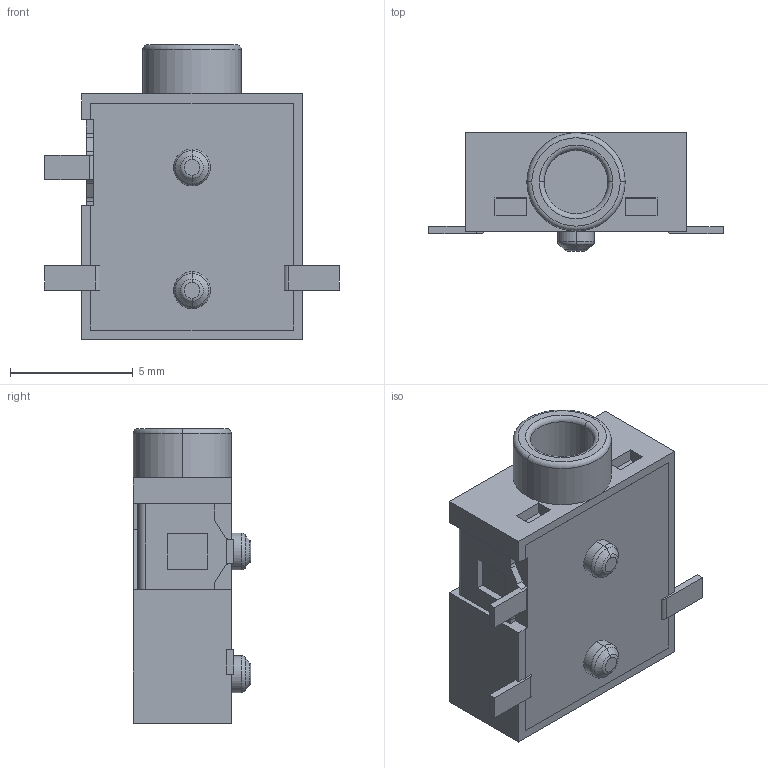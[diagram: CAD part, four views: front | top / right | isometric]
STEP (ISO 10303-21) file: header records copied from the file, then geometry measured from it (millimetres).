
FILE_DESCRIPTION (( 'STEP AP214' ), '1' );
FILE_NAME ('STX-2550-3N_rA3.STEP', '2012-05-29T22:28:52', ( ' ' ), ( ' ' ), 'SwSTEP 2.0', 'SolidWorks 2007', '' );
FILE_SCHEMA (( 'AUTOMOTIVE_DESIGN' ));
Length unit declared in the file: millimetre
Products named in the file (1): STX-2550-3N_rA3
Bounding box: 12 x 4.8 x 12 mm (x, y, z)
Volume: 321.5 mm3; surface area: 474.5 mm2
Topology: 1 solids, 1 shells, 114 faces, 294 edges, 189 vertices
Faces by surface type: plane 82, cylinder 16, torus 12, cone 4
Entity records: 4709 total; most frequent: CARTESIAN_POINT 598, ORIENTED_EDGE 588, DIRECTION 586, EDGE_CURVE 294, VECTOR 232, LINE 232, VERTEX_POINT 189, AXIS2_PLACEMENT_3D 177
